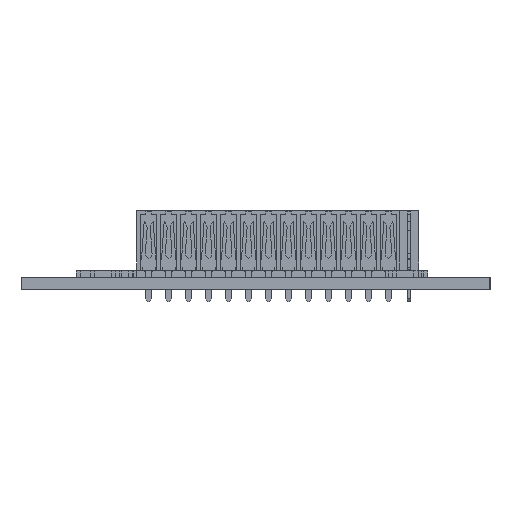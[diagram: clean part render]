
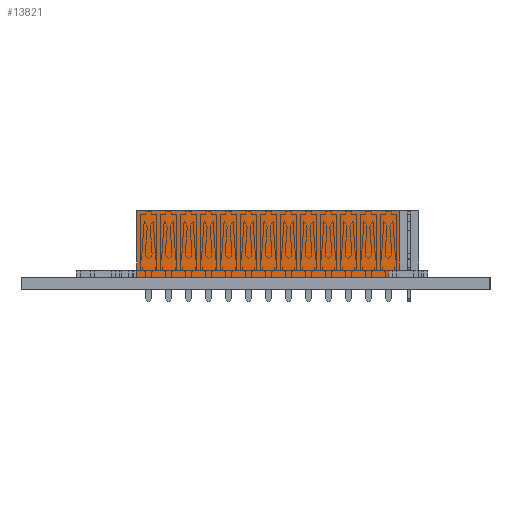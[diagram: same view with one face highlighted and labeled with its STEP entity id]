
A CAD part, left-side view. The second image highlights one B-rep face of the part: STEP entity #13821.
In plain terms, the highlighted face is planar.
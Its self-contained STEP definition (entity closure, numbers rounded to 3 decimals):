
#13821 = ADVANCED_FACE('',(#13822),#13856,.T.);
#13822 = FACE_BOUND('',#13823,.T.);
#13823 = EDGE_LOOP('',(#13824,#13834,#13842,#13850));
#13824 = ORIENTED_EDGE('',*,*,#13825,.T.);
#13825 = EDGE_CURVE('',#13826,#13828,#13830,.T.);
#13826 = VERTEX_POINT('',#13827);
#13827 = CARTESIAN_POINT('',(16.76,-1.25,4.25));
#13828 = VERTEX_POINT('',#13829);
#13829 = CARTESIAN_POINT('',(-16.76,-1.25,4.25));
#13830 = LINE('',#13831,#13832);
#13831 = CARTESIAN_POINT('',(16.76,-1.25,4.25));
#13832 = VECTOR('',#13833,1.);
#13833 = DIRECTION('',(-1.,0.,0.));
#13834 = ORIENTED_EDGE('',*,*,#13835,.T.);
#13835 = EDGE_CURVE('',#13828,#13836,#13838,.T.);
#13836 = VERTEX_POINT('',#13837);
#13837 = CARTESIAN_POINT('',(-16.76,-1.25,-4.25));
#13838 = LINE('',#13839,#13840);
#13839 = CARTESIAN_POINT('',(-16.76,-1.25,4.25));
#13840 = VECTOR('',#13841,1.);
#13841 = DIRECTION('',(0.,0.,-1.));
#13842 = ORIENTED_EDGE('',*,*,#13843,.T.);
#13843 = EDGE_CURVE('',#13836,#13844,#13846,.T.);
#13844 = VERTEX_POINT('',#13845);
#13845 = CARTESIAN_POINT('',(16.76,-1.25,-4.25));
#13846 = LINE('',#13847,#13848);
#13847 = CARTESIAN_POINT('',(-16.76,-1.25,-4.25));
#13848 = VECTOR('',#13849,1.);
#13849 = DIRECTION('',(1.,0.,0.));
#13850 = ORIENTED_EDGE('',*,*,#13851,.T.);
#13851 = EDGE_CURVE('',#13844,#13826,#13852,.T.);
#13852 = LINE('',#13853,#13854);
#13853 = CARTESIAN_POINT('',(16.76,-1.25,-4.25));
#13854 = VECTOR('',#13855,1.);
#13855 = DIRECTION('',(0.,0.,1.));
#13856 = PLANE('',#13857);
#13857 = AXIS2_PLACEMENT_3D('',#13858,#13859,#13860);
#13858 = CARTESIAN_POINT('',(0.,-1.25,0.));
#13859 = DIRECTION('',(0.,-1.,0.));
#13860 = DIRECTION('',(0.,0.,-1.));
